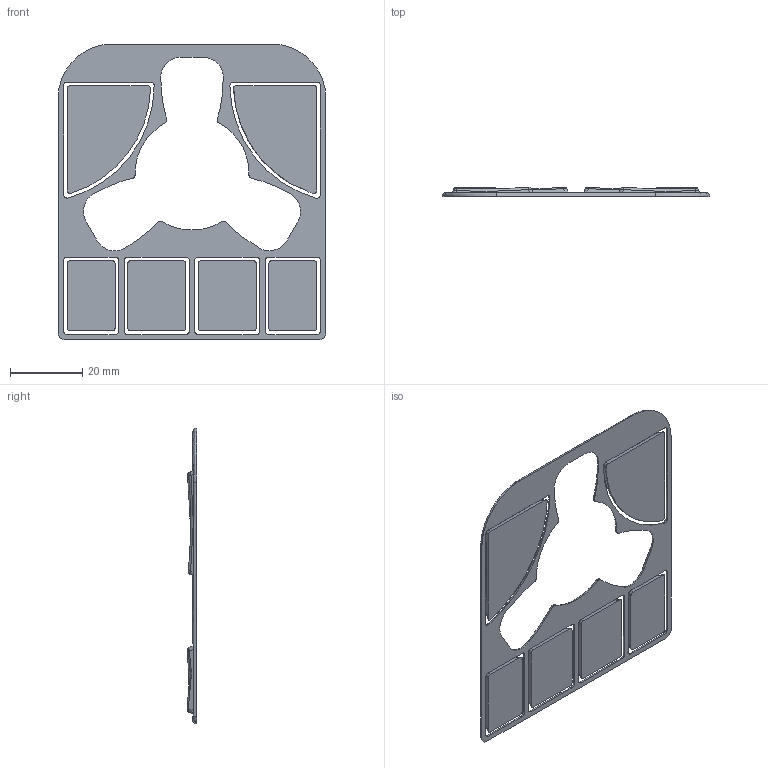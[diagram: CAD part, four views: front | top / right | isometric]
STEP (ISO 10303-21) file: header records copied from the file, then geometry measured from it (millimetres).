
FILE_DESCRIPTION(/* description */ ('STEP AP242','CAx-IF Rec.Pracs.---Representation and Presentation of Product Manufacturing Information (PMI)---4.0---2014-10-13','CAx-IF Rec.Pracs.---3D Tessellated Geometry---0.4---2014-09-14','2;1'),/* implementation_level */ '2;1');
FILE_NAME(/* name */ '6779a63e6cb58c691c101fff',/* time_stamp */ '2025-01-04T21:21:05Z',/* author */ (''),/* organization */ (''),/* preprocessor_version */ 'ST-DEVELOPER v20',/* originating_system */ 'ONSHAPE BY PTC INC, 1.191',/* authorisation */ ' ');
FILE_SCHEMA (('AP242_MANAGED_MODEL_BASED_3D_ENGINEERING_MIM_LF { 1 0 10303 442 1 1 4 }'));
Length unit declared in the file: metre
Products named in the file (7): Cover-ML-button; Cover-BL-button; Cover-BR-button; Cover-TR-button; Cover-MR-button; Cover-TL-button; Cover-Top
Bounding box: 74 x 2.5 x 81.8 mm (x, y, z)
Volume: 5138.7 mm3; surface area: 8958.2 mm2
Topology: 7 solids, 7 shells, 254 faces, 653 edges, 401 vertices
Faces by surface type: bspline 254
Entity records: 23124 total; most frequent: CARTESIAN_POINT 18509, ORIENTED_EDGE 1294, EDGE_CURVE 647, B_SPLINE_CURVE_WITH_KNOTS 428, VERTEX_POINT 401, DIRECTION 339, EDGE_LOOP 262, FACE_BOUND 262
